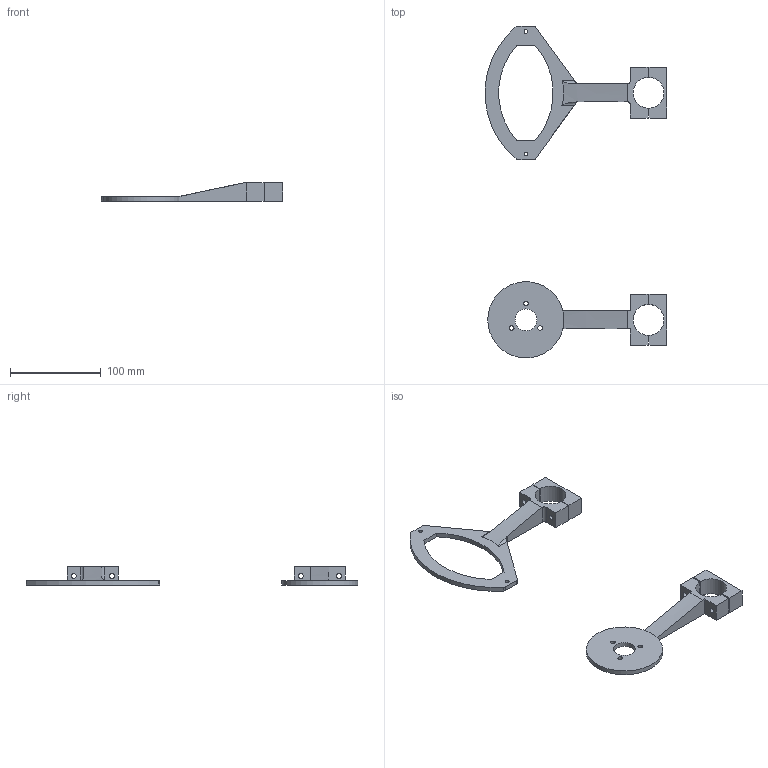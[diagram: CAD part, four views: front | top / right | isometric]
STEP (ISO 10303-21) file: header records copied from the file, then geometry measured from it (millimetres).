
FILE_DESCRIPTION(/* description */ (''),/* implementation_level */ '2;1');
FILE_NAME(/* name */ 'TempHalter v3.step',/* time_stamp */ '2022-04-29T00:01:00+02:00',/* author */ (''),/* organization */ (''),/* preprocessor_version */ 'ST-DEVELOPER v18.1',/* originating_system */ 'Autodesk Translation Framework v10.13.0.1454',/* authorisation */ '');
FILE_SCHEMA (('AUTOMOTIVE_DESIGN { 1 0 10303 214 3 1 1 }'));
Length unit declared in the file: millimetre
Products named in the file (5): TempHalter; Halter Raingauge; Klammer Raingauge; Halter TEMP/HUM; Klammer Tem/HUM
Assembly tree (4 placements, depth 2):
  TempHalter
    Halter Raingauge
    Klammer Raingauge
    Halter TEMP/HUM
    Klammer Tem/HUM
Bounding box: 199.7 x 365.47 x 20 mm (x, y, z)
Volume: 136884 mm3; surface area: 55290.1 mm2
Topology: 4 solids, 4 shells, 86 faces, 233 edges, 155 vertices
Faces by surface type: plane 52, cylinder 32, cone 2
Full cylindrical faces by diameter (mm): 4 x2, 5 x3, 5.5 x8, 24 x1
Entity records: 2965 total; most frequent: CARTESIAN_POINT 540, DIRECTION 479, ORIENTED_EDGE 466, EDGE_CURVE 233, AXIS2_PLACEMENT_3D 160, LINE 159, VECTOR 159, VERTEX_POINT 155
